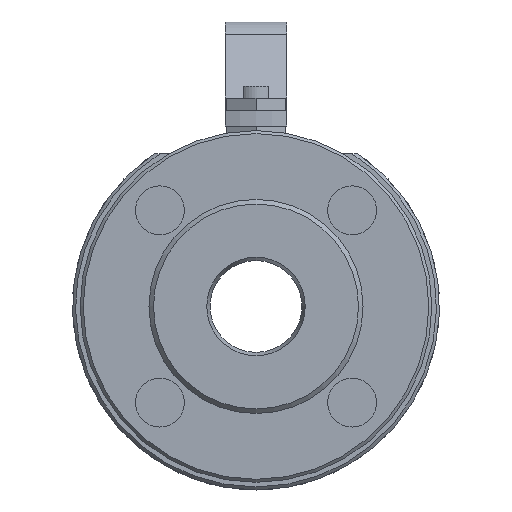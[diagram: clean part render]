
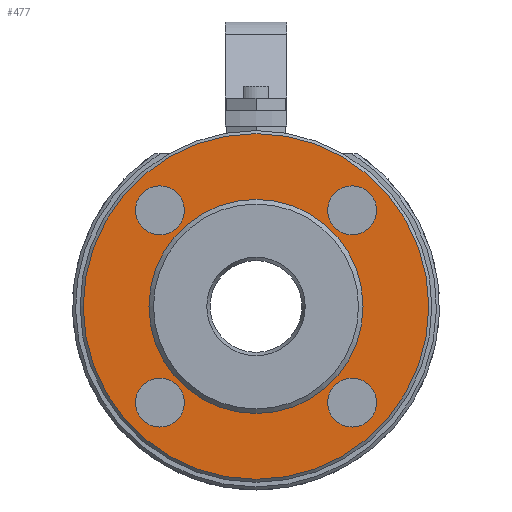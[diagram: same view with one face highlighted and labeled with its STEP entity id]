
A CAD part, left-side view. The second image highlights one B-rep face of the part: STEP entity #477.
In plain terms, the highlighted planar face has unit normal (-1, 0, 0).
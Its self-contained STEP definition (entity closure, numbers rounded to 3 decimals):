
#477 = ADVANCED_FACE( '', ( #1066, #1067, #1068, #1069, #1070, #1071 ), #1072, .F. );
#1066 = FACE_OUTER_BOUND( '', #1685, .T. );
#1067 = FACE_BOUND( '', #1686, .T. );
#1068 = FACE_BOUND( '', #1687, .T. );
#1069 = FACE_BOUND( '', #1688, .T. );
#1070 = FACE_BOUND( '', #1689, .T. );
#1071 = FACE_BOUND( '', #1690, .T. );
#1072 = PLANE( '', #1691 );
#1685 = EDGE_LOOP( '', ( #2846 ) );
#1686 = EDGE_LOOP( '', ( #2847 ) );
#1687 = EDGE_LOOP( '', ( #2848 ) );
#1688 = EDGE_LOOP( '', ( #2849 ) );
#1689 = EDGE_LOOP( '', ( #2850 ) );
#1690 = EDGE_LOOP( '', ( #2851 ) );
#1691 = AXIS2_PLACEMENT_3D( '', #2852, #2853, #2854 );
#2846 = ORIENTED_EDGE( '', *, *, #3425, .T. );
#2847 = ORIENTED_EDGE( '', *, *, #3251, .F. );
#2848 = ORIENTED_EDGE( '', *, *, #3000, .F. );
#2849 = ORIENTED_EDGE( '', *, *, #3103, .F. );
#2850 = ORIENTED_EDGE( '', *, *, #3209, .F. );
#2851 = ORIENTED_EDGE( '', *, *, #3126, .F. );
#2852 = CARTESIAN_POINT( '', ( 1.5, 0., -35. ) );
#2853 = DIRECTION( '', ( 1., 0., 0. ) );
#2854 = DIRECTION( '', ( 0., 0., -1. ) );
#3000 = EDGE_CURVE( '', #3453, #3453, #3454, .T. );
#3103 = EDGE_CURVE( '', #3631, #3631, #3632, .T. );
#3126 = EDGE_CURVE( '', #3671, #3671, #3672, .T. );
#3209 = EDGE_CURVE( '', #3797, #3797, #3798, .T. );
#3251 = EDGE_CURVE( '', #3866, #3866, #3867, .T. );
#3425 = EDGE_CURVE( '', #4094, #4094, #4095, .F. );
#3453 = VERTEX_POINT( '', #4121 );
#3454 = CIRCLE( '', #4122, 8. );
#3631 = VERTEX_POINT( '', #4430 );
#3632 = CIRCLE( '', #4431, 8. );
#3671 = VERTEX_POINT( '', #4481 );
#3672 = CIRCLE( '', #4482, 35. );
#3797 = VERTEX_POINT( '', #4652 );
#3798 = CIRCLE( '', #4653, 8. );
#3866 = VERTEX_POINT( '', #4743 );
#3867 = CIRCLE( '', #4744, 8. );
#4094 = VERTEX_POINT( '', #5030 );
#4095 = CIRCLE( '', #5031, 56.5 );
#4121 = CARTESIAN_POINT( '', ( 1.5, -39.431, -31.431 ) );
#4122 = AXIS2_PLACEMENT_3D( '', #5058, #5059, #5060 );
#4430 = CARTESIAN_POINT( '', ( 1.5, -39.431, 31.431 ) );
#4431 = AXIS2_PLACEMENT_3D( '', #5217, #5218, #5219 );
#4481 = CARTESIAN_POINT( '', ( 1.5, 0., 35. ) );
#4482 = AXIS2_PLACEMENT_3D( '', #5249, #5250, #5251 );
#4652 = CARTESIAN_POINT( '', ( 1.5, 23.431, 31.431 ) );
#4653 = AXIS2_PLACEMENT_3D( '', #5345, #5346, #5347 );
#4743 = CARTESIAN_POINT( '', ( 1.5, 23.431, -31.431 ) );
#4744 = AXIS2_PLACEMENT_3D( '', #5400, #5401, #5402 );
#5030 = CARTESIAN_POINT( '', ( 1.5, 0., -56.5 ) );
#5031 = AXIS2_PLACEMENT_3D( '', #5570, #5571, #5572 );
#5058 = CARTESIAN_POINT( '', ( 1.5, -31.431, -31.431 ) );
#5059 = DIRECTION( '', ( -1., 0., 0. ) );
#5060 = DIRECTION( '', ( 0., -1., 0. ) );
#5217 = CARTESIAN_POINT( '', ( 1.5, -31.431, 31.431 ) );
#5218 = DIRECTION( '', ( -1., 0., 0. ) );
#5219 = DIRECTION( '', ( 0., -1., 0. ) );
#5249 = CARTESIAN_POINT( '', ( 1.5, 0., 0. ) );
#5250 = DIRECTION( '', ( -1., 0., 0. ) );
#5251 = DIRECTION( '', ( 0., 0., 1. ) );
#5345 = CARTESIAN_POINT( '', ( 1.5, 31.431, 31.431 ) );
#5346 = DIRECTION( '', ( -1., 0., 0. ) );
#5347 = DIRECTION( '', ( 0., -1., 0. ) );
#5400 = CARTESIAN_POINT( '', ( 1.5, 31.431, -31.431 ) );
#5401 = DIRECTION( '', ( -1., 0., 0. ) );
#5402 = DIRECTION( '', ( 0., -1., 0. ) );
#5570 = CARTESIAN_POINT( '', ( 1.5, 0., 0. ) );
#5571 = DIRECTION( '', ( 1., 0., 0. ) );
#5572 = DIRECTION( '', ( 0., 0., -1. ) );
